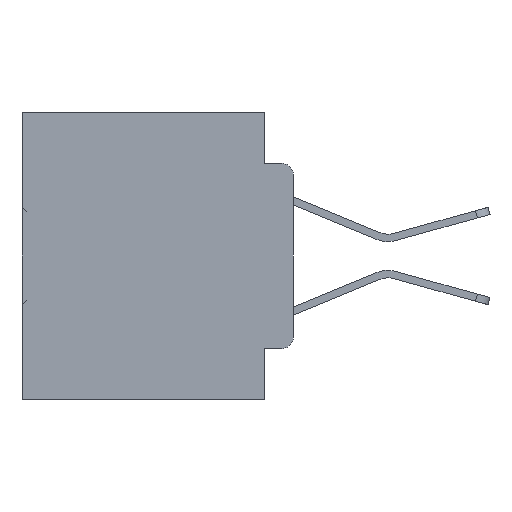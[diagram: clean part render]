
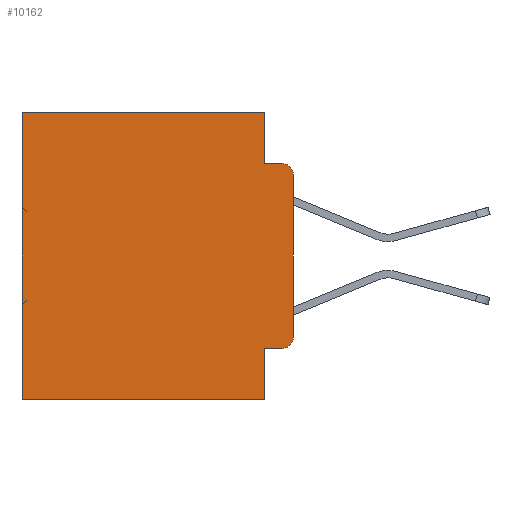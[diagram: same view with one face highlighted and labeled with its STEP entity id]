
A CAD part, left-side view. The second image highlights one B-rep face of the part: STEP entity #10162.
In plain terms, the highlighted planar face has unit normal (-1, 0, 0).
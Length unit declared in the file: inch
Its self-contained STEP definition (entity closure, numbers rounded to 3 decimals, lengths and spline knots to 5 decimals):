
#147 = ORIENTED_EDGE ( 'NONE', *, *, #25445, .F. ) ;
#622 = PLANE ( 'NONE',  #34585 ) ;
#875 = CARTESIAN_POINT ( 'NONE',  ( 0.298, 0.051, -0.4115 ) ) ;
#1112 = CARTESIAN_POINT ( 'NONE',  ( 0.298, 0.051, -0.0885 ) ) ;
#1175 = VERTEX_POINT ( 'NONE', #26563 ) ;
#1298 = CARTESIAN_POINT ( 'NONE',  ( 0.298, 0.473, 0. ) ) ;
#1371 = VECTOR ( 'NONE', #24994, 39.37008 ) ;
#1781 = VERTEX_POINT ( 'NONE', #11115 ) ;
#2083 = CARTESIAN_POINT ( 'NONE',  ( 0.298, 0.051, 0. ) ) ;
#2330 = ORIENTED_EDGE ( 'NONE', *, *, #31477, .T. ) ;
#3723 = DIRECTION ( 'NONE',  ( 0., 0., -1. ) ) ;
#3772 = DIRECTION ( 'NONE',  ( 0., 0., -1. ) ) ;
#4611 = CARTESIAN_POINT ( 'NONE',  ( 0.298, 0.02, -0.1085 ) ) ;
#4963 = DIRECTION ( 'NONE',  ( -1., 0., 0. ) ) ;
#5135 = EDGE_CURVE ( 'NONE', #32680, #1781, #24389, .T. ) ;
#5399 = ORIENTED_EDGE ( 'NONE', *, *, #19611, .T. ) ;
#5827 = VERTEX_POINT ( 'NONE', #8933 ) ;
#6259 = DIRECTION ( 'NONE',  ( 0., 1., 0. ) ) ;
#6809 = EDGE_CURVE ( 'NONE', #28796, #9161, #21946, .T. ) ;
#7125 = CARTESIAN_POINT ( 'NONE',  ( 0.298, 0.473, -0.5 ) ) ;
#7590 = ORIENTED_EDGE ( 'NONE', *, *, #11643, .T. ) ;
#7739 = DIRECTION ( 'NONE',  ( 0., 0., -1. ) ) ;
#8591 = LINE ( 'NONE', #875, #1371 ) ;
#8933 = CARTESIAN_POINT ( 'NONE',  ( 0.298, 0., -0.1085 ) ) ;
#8988 = ORIENTED_EDGE ( 'NONE', *, *, #5135, .T. ) ;
#9161 = VERTEX_POINT ( 'NONE', #12195 ) ;
#9718 = ORIENTED_EDGE ( 'NONE', *, *, #22848, .F. ) ;
#10162 = ADVANCED_FACE ( 'NONE', ( #18484 ), #622, .F. ) ;
#10555 = AXIS2_PLACEMENT_3D ( 'NONE', #4611, #25615, #7739 ) ;
#10893 = VERTEX_POINT ( 'NONE', #13655 ) ;
#10896 = EDGE_CURVE ( 'NONE', #5827, #9161, #16518, .T. ) ;
#11115 = CARTESIAN_POINT ( 'NONE',  ( 0.298, 0.473, 0. ) ) ;
#11643 = EDGE_CURVE ( 'NONE', #1175, #28968, #20411, .T. ) ;
#12195 = CARTESIAN_POINT ( 'NONE',  ( 0.298, 0.02, -0.0885 ) ) ;
#13655 = CARTESIAN_POINT ( 'NONE',  ( 0.298, 0.051, -0.5 ) ) ;
#14012 = VECTOR ( 'NONE', #28175, 39.37008 ) ;
#14249 = LINE ( 'NONE', #20275, #29109 ) ;
#14426 = LINE ( 'NONE', #31534, #29278 ) ;
#14638 = LINE ( 'NONE', #2083, #28590 ) ;
#14951 = VECTOR ( 'NONE', #3772, 39.37008 ) ;
#15561 = VECTOR ( 'NONE', #6259, 39.37008 ) ;
#15706 = CARTESIAN_POINT ( 'NONE',  ( 0.298, 0.051, 0. ) ) ;
#15766 = ORIENTED_EDGE ( 'NONE', *, *, #35412, .F. ) ;
#15929 = VERTEX_POINT ( 'NONE', #7125 ) ;
#16518 = CIRCLE ( 'NONE', #10555, 0.02 ) ;
#17695 = VECTOR ( 'NONE', #34227, 39.37008 ) ;
#17874 = CARTESIAN_POINT ( 'NONE',  ( 0.298, 0.051, -0.0885 ) ) ;
#18484 = FACE_OUTER_BOUND ( 'NONE', #35999, .T. ) ;
#18769 = CARTESIAN_POINT ( 'NONE',  ( 0.298, 0., 0. ) ) ;
#19611 = EDGE_CURVE ( 'NONE', #26629, #1175, #8591, .T. ) ;
#19800 = DIRECTION ( 'NONE',  ( 0., 0., -1. ) ) ;
#20275 = CARTESIAN_POINT ( 'NONE',  ( 0.298, 0., -0.5 ) ) ;
#20411 = CIRCLE ( 'NONE', #27006, 0.02 ) ;
#21763 = DIRECTION ( 'NONE',  ( 1., 0., 0. ) ) ;
#21946 = LINE ( 'NONE', #1112, #14012 ) ;
#22848 = EDGE_CURVE ( 'NONE', #5827, #28968, #30704, .T. ) ;
#22950 = CARTESIAN_POINT ( 'NONE',  ( 0.298, 0.02, -0.3915 ) ) ;
#23266 = DIRECTION ( 'NONE',  ( 0., 1., 0. ) ) ;
#23598 = EDGE_CURVE ( 'NONE', #26629, #10893, #14426, .T. ) ;
#24389 = LINE ( 'NONE', #30486, #15561 ) ;
#24994 = DIRECTION ( 'NONE',  ( 0., -1., 0. ) ) ;
#25445 = EDGE_CURVE ( 'NONE', #10893, #15929, #14249, .T. ) ;
#25615 = DIRECTION ( 'NONE',  ( -1., 0., 0. ) ) ;
#25617 = LINE ( 'NONE', #1298, #17695 ) ;
#25682 = ORIENTED_EDGE ( 'NONE', *, *, #6809, .F. ) ;
#25955 = DIRECTION ( 'NONE',  ( 0., 0., -1. ) ) ;
#26423 = ORIENTED_EDGE ( 'NONE', *, *, #10896, .T. ) ;
#26563 = CARTESIAN_POINT ( 'NONE',  ( 0.298, 0.02, -0.4115 ) ) ;
#26629 = VERTEX_POINT ( 'NONE', #28628 ) ;
#27006 = AXIS2_PLACEMENT_3D ( 'NONE', #22950, #4963, #25955 ) ;
#27594 = CARTESIAN_POINT ( 'NONE',  ( 0.298, 0., -0.3915 ) ) ;
#28175 = DIRECTION ( 'NONE',  ( 0., -1., 0. ) ) ;
#28590 = VECTOR ( 'NONE', #32006, 39.37008 ) ;
#28628 = CARTESIAN_POINT ( 'NONE',  ( 0.298, 0.051, -0.4115 ) ) ;
#28796 = VERTEX_POINT ( 'NONE', #17874 ) ;
#28968 = VERTEX_POINT ( 'NONE', #27594 ) ;
#29109 = VECTOR ( 'NONE', #23266, 39.37008 ) ;
#29278 = VECTOR ( 'NONE', #19800, 39.37008 ) ;
#30486 = CARTESIAN_POINT ( 'NONE',  ( 0.298, 0., 0. ) ) ;
#30704 = LINE ( 'NONE', #33486, #14951 ) ;
#31477 = EDGE_CURVE ( 'NONE', #1781, #15929, #25617, .T. ) ;
#31534 = CARTESIAN_POINT ( 'NONE',  ( 0.298, 0.051, 0. ) ) ;
#32006 = DIRECTION ( 'NONE',  ( 0., 0., -1. ) ) ;
#32680 = VERTEX_POINT ( 'NONE', #15706 ) ;
#33486 = CARTESIAN_POINT ( 'NONE',  ( 0.298, 0., 0. ) ) ;
#34227 = DIRECTION ( 'NONE',  ( 0., 0., -1. ) ) ;
#34585 = AXIS2_PLACEMENT_3D ( 'NONE', #18769, #21763, #3723 ) ;
#35412 = EDGE_CURVE ( 'NONE', #32680, #28796, #14638, .T. ) ;
#35999 = EDGE_LOOP ( 'NONE', ( #9718, #26423, #25682, #15766, #8988, #2330, #147, #37683, #5399, #7590 ) ) ;
#37683 = ORIENTED_EDGE ( 'NONE', *, *, #23598, .F. ) ;
